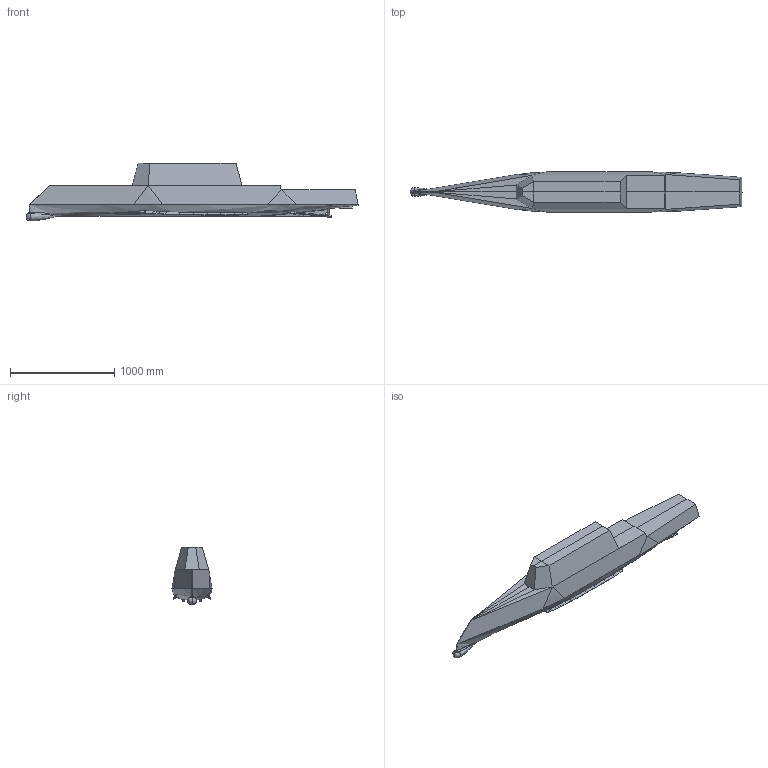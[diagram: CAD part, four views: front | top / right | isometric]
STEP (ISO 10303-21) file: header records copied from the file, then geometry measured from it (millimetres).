
FILE_DESCRIPTION(/* description */ (''),/* implementation_level */ '2;1');
FILE_NAME(/* name */ 'ONRT_bare_hull',/* time_stamp */ '2025-02-18T10:57:00+01:00',/* author */ (''),/* organization */ (''),/* preprocessor_version */ 'ST-DEVELOPER v16.5',/* originating_system */ '',/* authorisation */ '');
FILE_SCHEMA (('CONFIG_CONTROL_DESIGN'));
Length unit declared in the file: millimetre
Products named in the file (1): Document
Bounding box: 3180.54 x 383.99 x 554.12 mm (x, y, z)
Surface area: 3786003.3 mm2 (no closed solid volume)
Topology: 0 solids, 223 shells, 223 faces, 947 edges, 927 vertices
Faces by surface type: bspline 199, cylinder 12, plane 12
Entity records: 25847 total; most frequent: CARTESIAN_POINT 20803, ORIENTED_EDGE 927, EDGE_CURVE 927, VERTEX_POINT 927, B_SPLINE_CURVE_WITH_KNOTS 811, EDGE_LOOP 233, SHELL_BASED_SURFACE_MODEL 223, OPEN_SHELL 223
